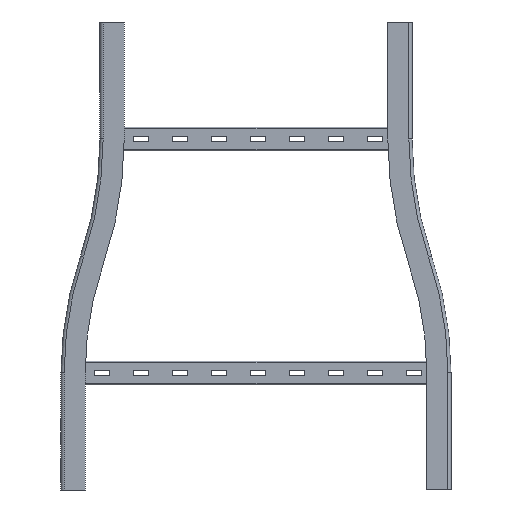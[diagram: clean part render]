
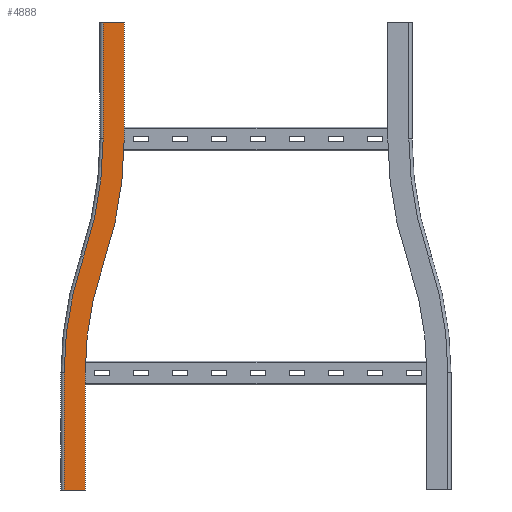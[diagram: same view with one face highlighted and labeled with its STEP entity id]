
A CAD part, front view. The second image highlights one B-rep face of the part: STEP entity #4888.
In plain terms, the highlighted planar face has unit normal (0, -1, 0).
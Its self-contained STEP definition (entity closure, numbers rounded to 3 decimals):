
#132=CIRCLE('',#5238,458.5);
#133=CIRCLE('',#5240,431.5);
#154=CIRCLE('',#5271,466.5);
#155=CIRCLE('',#5273,493.5);
#396=FACE_OUTER_BOUND('',#688,.T.);
#688=EDGE_LOOP('',(#3509,#3510,#3511,#3512,#3513,#3514,#3515,#3516,#3517,
#3518));
#980=LINE('',#7174,#1534);
#982=LINE('',#7180,#1536);
#1015=LINE('',#7348,#1569);
#1065=LINE('',#7458,#1619);
#1066=LINE('',#7460,#1620);
#1067=LINE('',#7461,#1621);
#1534=VECTOR('',#5711,10.);
#1536=VECTOR('',#5715,10.);
#1569=VECTOR('',#5912,10.);
#1619=VECTOR('',#6022,10.);
#1620=VECTOR('',#6023,10.);
#1621=VECTOR('',#6024,10.);
#2081=VERTEX_POINT('',#7170);
#2082=VERTEX_POINT('',#7172);
#2084=VERTEX_POINT('',#7177);
#2085=VERTEX_POINT('',#7179);
#2110=VERTEX_POINT('',#7246);
#2112=VERTEX_POINT('',#7251);
#2126=VERTEX_POINT('',#7300);
#2128=VERTEX_POINT('',#7305);
#2168=VERTEX_POINT('',#7454);
#2169=VERTEX_POINT('',#7459);
#2524=EDGE_CURVE('',#2081,#2082,#980,.T.);
#2526=EDGE_CURVE('',#2084,#2085,#982,.T.);
#2559=EDGE_CURVE('',#2110,#2081,#132,.T.);
#2561=EDGE_CURVE('',#2112,#2084,#133,.T.);
#2586=EDGE_CURVE('',#2126,#2110,#154,.T.);
#2588=EDGE_CURVE('',#2128,#2112,#155,.T.);
#2611=EDGE_CURVE('',#2085,#2082,#1015,.T.);
#2667=EDGE_CURVE('',#2126,#2168,#1065,.T.);
#2668=EDGE_CURVE('',#2169,#2128,#1066,.T.);
#2669=EDGE_CURVE('',#2168,#2169,#1067,.T.);
#3509=ORIENTED_EDGE('',*,*,#2667,.F.);
#3510=ORIENTED_EDGE('',*,*,#2586,.T.);
#3511=ORIENTED_EDGE('',*,*,#2559,.T.);
#3512=ORIENTED_EDGE('',*,*,#2524,.T.);
#3513=ORIENTED_EDGE('',*,*,#2611,.F.);
#3514=ORIENTED_EDGE('',*,*,#2526,.F.);
#3515=ORIENTED_EDGE('',*,*,#2561,.F.);
#3516=ORIENTED_EDGE('',*,*,#2588,.F.);
#3517=ORIENTED_EDGE('',*,*,#2668,.F.);
#3518=ORIENTED_EDGE('',*,*,#2669,.F.);
#4653=PLANE('',#5326);
#4888=ADVANCED_FACE('',(#396),#4653,.F.);
#5238=AXIS2_PLACEMENT_3D('',#7248,#5781,#5782);
#5240=AXIS2_PLACEMENT_3D('',#7253,#5786,#5787);
#5271=AXIS2_PLACEMENT_3D('',#7302,#5852,#5853);
#5273=AXIS2_PLACEMENT_3D('',#7307,#5857,#5858);
#5326=AXIS2_PLACEMENT_3D('',#7457,#6020,#6021);
#5711=DIRECTION('',(0.,0.,-1.));
#5715=DIRECTION('',(0.,0.,-1.));
#5781=DIRECTION('center_axis',(0.,-1.,0.));
#5782=DIRECTION('ref_axis',(-0.946,0.,0.324));
#5786=DIRECTION('center_axis',(0.,-1.,0.));
#5787=DIRECTION('ref_axis',(-0.946,0.,0.324));
#5852=DIRECTION('center_axis',(0.,1.,0.));
#5853=DIRECTION('ref_axis',(1.,0.,0.));
#5857=DIRECTION('center_axis',(0.,1.,0.));
#5858=DIRECTION('ref_axis',(1.,0.,0.));
#5912=DIRECTION('',(-1.,0.,0.));
#6020=DIRECTION('center_axis',(0.,1.,0.));
#6021=DIRECTION('ref_axis',(0.,0.,1.));
#6022=DIRECTION('',(0.,0.,1.));
#6023=DIRECTION('',(0.,0.,-1.));
#6024=DIRECTION('',(1.,0.,0.));
#7170=CARTESIAN_POINT('',(-77.,0.,-300.));
#7172=CARTESIAN_POINT('',(-77.,0.,-450.));
#7174=CARTESIAN_POINT('',(-77.,0.,-300.));
#7177=CARTESIAN_POINT('',(-50.,0.,-300.));
#7179=CARTESIAN_POINT('',(-50.,0.,-450.));
#7180=CARTESIAN_POINT('',(-50.,0.,-300.));
#7246=CARTESIAN_POINT('',(-52.216,0.,-151.297));
#7248=CARTESIAN_POINT('Origin',(381.5,0.,-300.));
#7251=CARTESIAN_POINT('',(-26.676,0.,-160.054));
#7253=CARTESIAN_POINT('Origin',(381.5,0.,-300.));
#7300=CARTESIAN_POINT('',(-27.,0.,0.));
#7302=CARTESIAN_POINT('Origin',(-493.5,0.,
0.));
#7305=CARTESIAN_POINT('',(0.,0.,0.));
#7307=CARTESIAN_POINT('Origin',(-493.5,0.,
0.));
#7348=CARTESIAN_POINT('',(-50.,0.,-450.));
#7454=CARTESIAN_POINT('',(-27.,0.,150.));
#7457=CARTESIAN_POINT('Origin',(-50.786,0.,
75.));
#7458=CARTESIAN_POINT('',(-27.,0.,75.));
#7459=CARTESIAN_POINT('',(0.,0.,150.));
#7460=CARTESIAN_POINT('',(0.,0.,0.));
#7461=CARTESIAN_POINT('',(0.,0.,150.));
